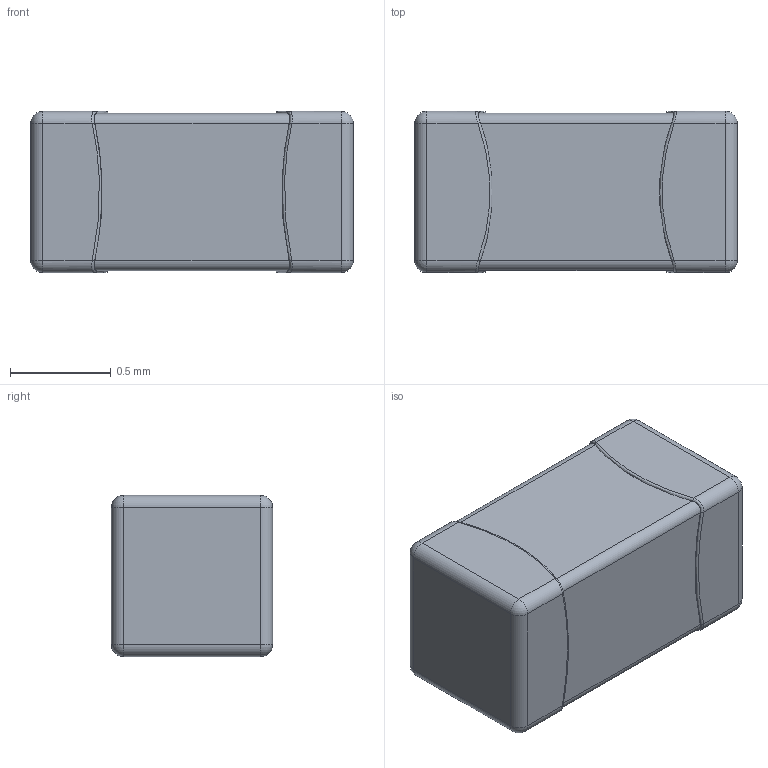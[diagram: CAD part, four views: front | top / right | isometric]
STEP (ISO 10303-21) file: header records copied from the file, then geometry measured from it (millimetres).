
FILE_DESCRIPTION(/* description */ ('FreeCAD Model'),/* implementation_level */ '2;1');
FILE_NAME(/* name */ 'L_0603_h32mil.stp',/* time_stamp */ '2021-06-06T04:16:23+03:00',/* author */ ('Partokus'),/* organization */ (''),/* preprocessor_version */ 'ST-DEVELOPER v18.1',/* originating_system */ 'Autodesk Inventor 2021',/* authorisation */ 'Unknown');
FILE_SCHEMA (('CONFIG_CONTROL_DESIGN'));
Length unit declared in the file: millimetre
Products named in the file (4): L_0603_h32mil; Pin1; Pin2; CeramicBody
Assembly tree (3 placements, depth 2):
  L_0603_h32mil
    Pin1
    Pin2
    CeramicBody
Bounding box: 1.6 x 0.8 x 0.8 mm (x, y, z)
Volume: 1 mm3; surface area: 11.5 mm2
Topology: 3 solids, 3 shells, 86 faces, 211 edges, 123 vertices
Faces by surface type: cylinder 30, plane 26, bspline 22, sphere 8
Entity records: 3814 total; most frequent: CARTESIAN_POINT 1758, ORIENTED_EDGE 406, DIRECTION 386, EDGE_CURVE 203, AXIS2_PLACEMENT_3D 152, VERTEX_POINT 123, FACE_OUTER_BOUND 86, EDGE_LOOP 86
